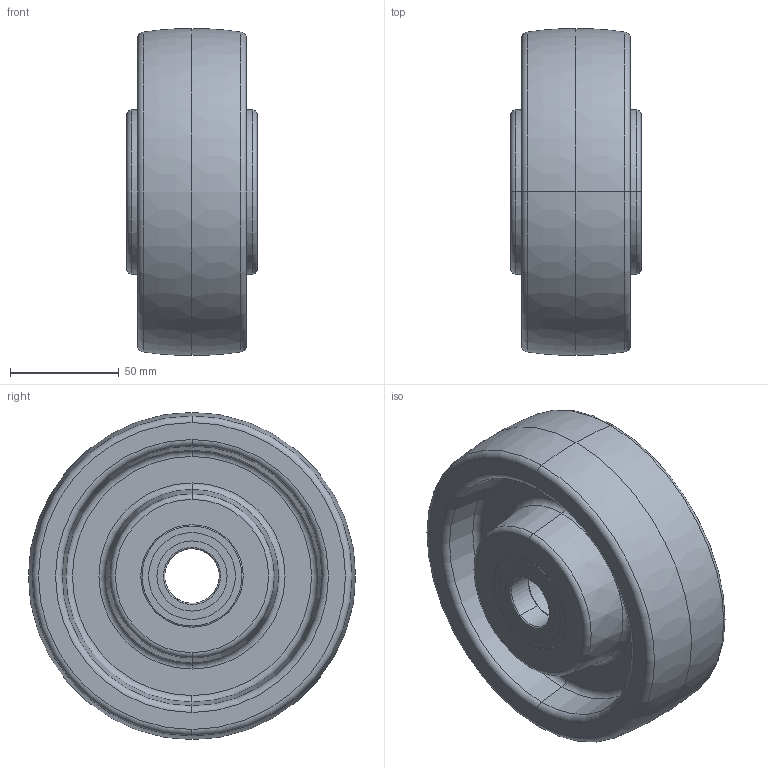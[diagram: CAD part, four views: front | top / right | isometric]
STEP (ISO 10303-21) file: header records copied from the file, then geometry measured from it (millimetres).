
FILE_DESCRIPTION (( 'STEP AP214' ), '1' );
FILE_NAME ('0022739.step', '2020-07-02T07:06:14', ( '' ), ( '' ), 'SwSTEP 2.0', 'SolidWorks 2018', '' );
FILE_SCHEMA (( 'AUTOMOTIVE_DESIGN' ));
Length unit declared in the file: millimetre
Products named in the file (1): 0022739
Bounding box: 60 x 150 x 150 mm (x, y, z)
Volume: 635546.7 mm3; surface area: 110302.1 mm2
Topology: 15 solids, 15 shells, 178 faces, 356 edges, 210 vertices
Faces by surface type: cylinder 62, torus 60, plane 32, cone 24
Entity records: 6852 total; most frequent: DIRECTION 984, CARTESIAN_POINT 745, ORIENTED_EDGE 712, AXIS2_PLACEMENT_3D 449, EDGE_CURVE 356, CIRCLE 270, EDGE_LOOP 210, VERTEX_POINT 210
